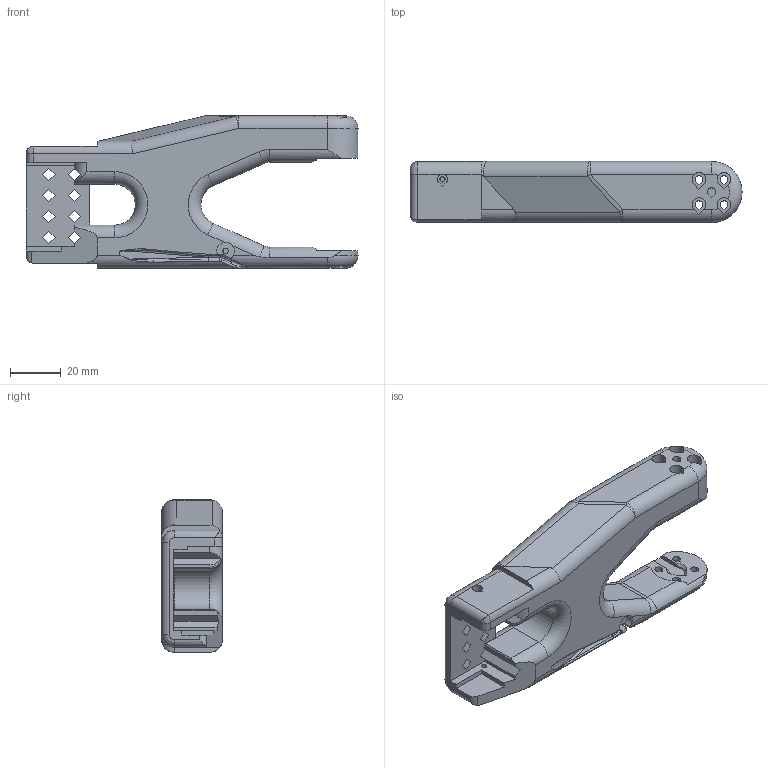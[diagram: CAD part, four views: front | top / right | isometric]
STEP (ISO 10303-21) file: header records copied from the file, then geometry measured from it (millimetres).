
FILE_DESCRIPTION(/* description */ ('','CAx-IF Rec.Pracs.---Representation and Presentation of Product Manufacturing Information (PMI)---4.0---2014-10-13'),/* implementation_level */ '2;1');
FILE_NAME(/* name */ 'SO_ARM100_08k (2) v2.step',/* time_stamp */ '2025-01-27T14:26:39+01:00',/* author */ (''),/* organization */ (''),/* preprocessor_version */ 'ST-DEVELOPER v20',/* originating_system */ 'Autodesk Translation Framework v13.20.0.188',/* authorisation */ '');
FILE_SCHEMA (('AP242_MANAGED_MODEL_BASED_3D_ENGINEERING_MIM_LF { 1 0 10303 442 1 1 4 }'));
Length unit declared in the file: millimetre
Products named in the file (1): SO_ARM100_08k (2)
Bounding box: 130.7 x 24 x 60 mm (x, y, z)
Volume: 97925.3 mm3; surface area: 23293.1 mm2
Topology: 1 solids, 1 shells, 266 faces, 732 edges, 461 vertices
Faces by surface type: plane 143, cylinder 78, bspline 28, torus 11, cone 4, sphere 2
Full cylindrical faces by diameter (mm): 2.1 x1
Entity records: 9450 total; most frequent: CARTESIAN_POINT 2691, ORIENTED_EDGE 1454, DIRECTION 1346, EDGE_CURVE 727, VERTEX_POINT 461, LINE 452, VECTOR 452, AXIS2_PLACEMENT_3D 447
